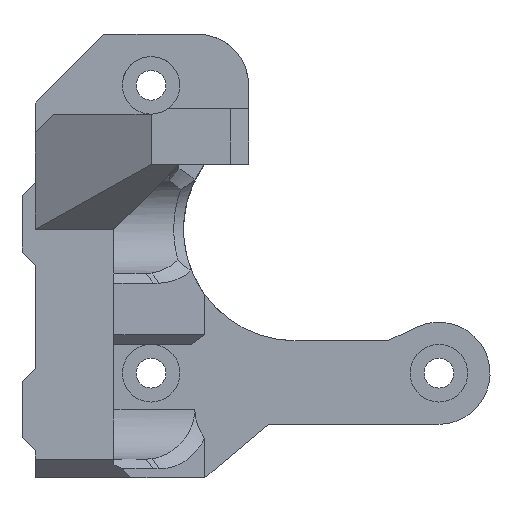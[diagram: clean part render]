
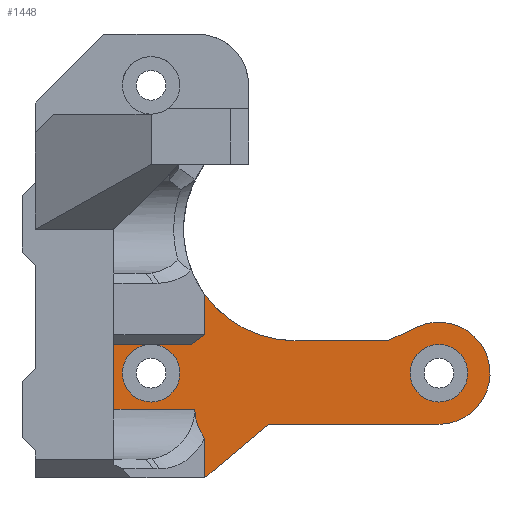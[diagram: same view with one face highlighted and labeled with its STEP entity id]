
A CAD part, front view. The second image highlights one B-rep face of the part: STEP entity #1448.
In plain terms, the highlighted planar face has unit normal (0, -1, 0).
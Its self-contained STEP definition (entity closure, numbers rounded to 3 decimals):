
#24=FACE_BOUND('',#247,.T.);
#53=CIRCLE('',#1507,12.);
#72=CIRCLE('',#1560,3.1);
#73=CIRCLE('',#1561,3.1);
#74=CIRCLE('',#1563,5.5);
#75=CIRCLE('',#1564,3.1);
#103=B_SPLINE_CURVE_WITH_KNOTS('',3,(#2301,#2302,#2303,#2304,#2305,#2306,
#2307,#2308,#2309,#2310,#2311,#2312,#2313,#2314),.UNSPECIFIED.,.F.,.F.,
(4,2,2,2,2,2,4),(0.333,0.338,0.352,
0.375,0.421,0.502,0.648),
 .UNSPECIFIED.);
#160=FACE_OUTER_BOUND('',#246,.T.);
#246=EDGE_LOOP('',(#1196,#1197,#1198,#1199,#1200,#1201,#1202,#1203,#1204,
#1205,#1206,#1207,#1208,#1209,#1210,#1211,#1212));
#247=EDGE_LOOP('',(#1213));
#318=LINE('',#2270,#468);
#327=LINE('',#2371,#477);
#333=LINE('',#2382,#483);
#335=LINE('',#2387,#485);
#336=LINE('',#2388,#486);
#394=LINE('',#2536,#544);
#397=LINE('',#2543,#547);
#399=LINE('',#2555,#549);
#400=LINE('',#2557,#550);
#401=LINE('',#2559,#551);
#402=LINE('',#2563,#552);
#403=LINE('',#2564,#553);
#468=VECTOR('',#1680,10.);
#477=VECTOR('',#1693,10.);
#483=VECTOR('',#1703,10.);
#485=VECTOR('',#1707,10.);
#486=VECTOR('',#1708,10.);
#544=VECTOR('',#1840,10.);
#547=VECTOR('',#1849,10.);
#549=VECTOR('',#1863,10.);
#550=VECTOR('',#1864,10.);
#551=VECTOR('',#1865,10.);
#552=VECTOR('',#1868,10.);
#553=VECTOR('',#1869,10.);
#621=VERTEX_POINT('',#2254);
#622=VERTEX_POINT('',#2256);
#627=VERTEX_POINT('',#2268);
#628=VERTEX_POINT('',#2299);
#629=VERTEX_POINT('',#2300);
#638=VERTEX_POINT('',#2369);
#641=VERTEX_POINT('',#2380);
#642=VERTEX_POINT('',#2384);
#643=VERTEX_POINT('',#2386);
#696=VERTEX_POINT('',#2535);
#700=VERTEX_POINT('',#2549);
#701=VERTEX_POINT('',#2554);
#702=VERTEX_POINT('',#2556);
#703=VERTEX_POINT('',#2558);
#704=VERTEX_POINT('',#2560);
#705=VERTEX_POINT('',#2562);
#706=VERTEX_POINT('',#2565);
#770=EDGE_CURVE('',#622,#621,#53,.T.);
#777=EDGE_CURVE('',#621,#627,#318,.T.);
#778=EDGE_CURVE('',#628,#629,#103,.F.);
#791=EDGE_CURVE('',#628,#638,#327,.T.);
#797=EDGE_CURVE('',#641,#627,#333,.F.);
#799=EDGE_CURVE('',#642,#643,#335,.T.);
#800=EDGE_CURVE('',#643,#641,#336,.T.);
#873=EDGE_CURVE('',#696,#629,#394,.T.);
#877=EDGE_CURVE('',#642,#696,#397,.T.);
#881=EDGE_CURVE('',#643,#700,#72,.T.);
#882=EDGE_CURVE('',#700,#643,#73,.T.);
#883=EDGE_CURVE('',#638,#701,#399,.T.);
#884=EDGE_CURVE('',#701,#702,#400,.T.);
#885=EDGE_CURVE('',#702,#703,#401,.T.);
#886=EDGE_CURVE('',#704,#703,#74,.T.);
#887=EDGE_CURVE('',#704,#705,#402,.T.);
#888=EDGE_CURVE('',#622,#705,#403,.T.);
#889=EDGE_CURVE('',#706,#706,#75,.T.);
#1196=ORIENTED_EDGE('',*,*,#800,.F.);
#1197=ORIENTED_EDGE('',*,*,#881,.T.);
#1198=ORIENTED_EDGE('',*,*,#882,.T.);
#1199=ORIENTED_EDGE('',*,*,#799,.F.);
#1200=ORIENTED_EDGE('',*,*,#877,.T.);
#1201=ORIENTED_EDGE('',*,*,#873,.T.);
#1202=ORIENTED_EDGE('',*,*,#778,.F.);
#1203=ORIENTED_EDGE('',*,*,#791,.T.);
#1204=ORIENTED_EDGE('',*,*,#883,.T.);
#1205=ORIENTED_EDGE('',*,*,#884,.T.);
#1206=ORIENTED_EDGE('',*,*,#885,.T.);
#1207=ORIENTED_EDGE('',*,*,#886,.F.);
#1208=ORIENTED_EDGE('',*,*,#887,.T.);
#1209=ORIENTED_EDGE('',*,*,#888,.F.);
#1210=ORIENTED_EDGE('',*,*,#770,.T.);
#1211=ORIENTED_EDGE('',*,*,#777,.T.);
#1212=ORIENTED_EDGE('',*,*,#797,.F.);
#1213=ORIENTED_EDGE('',*,*,#889,.T.);
#1380=PLANE('',#1562);
#1448=ADVANCED_FACE('',(#160,#24),#1380,.F.);
#1507=AXIS2_PLACEMENT_3D('',#2257,#1667,#1668);
#1560=AXIS2_PLACEMENT_3D('',#2551,#1857,#1858);
#1561=AXIS2_PLACEMENT_3D('',#2552,#1859,#1860);
#1562=AXIS2_PLACEMENT_3D('',#2553,#1861,#1862);
#1563=AXIS2_PLACEMENT_3D('',#2561,#1866,#1867);
#1564=AXIS2_PLACEMENT_3D('',#2566,#1870,#1871);
#1667=DIRECTION('center_axis',(0.,1.,0.));
#1668=DIRECTION('ref_axis',(0.,0.,-1.));
#1680=DIRECTION('',(0.,0.,-1.));
#1693=DIRECTION('',(0.,0.,-1.));
#1703=DIRECTION('',(-0.804,0.,-0.594));
#1707=DIRECTION('',(1.,0.,0.));
#1708=DIRECTION('',(1.,0.,0.));
#1840=DIRECTION('',(1.,0.,0.));
#1849=DIRECTION('',(0.,0.,-1.));
#1857=DIRECTION('center_axis',(0.,1.,0.));
#1858=DIRECTION('ref_axis',(1.,0.,0.));
#1859=DIRECTION('center_axis',(0.,1.,0.));
#1860=DIRECTION('ref_axis',(1.,0.,0.));
#1861=DIRECTION('center_axis',(0.,1.,0.));
#1862=DIRECTION('ref_axis',(1.,0.,0.));
#1863=DIRECTION('',(1.,0.,0.));
#1864=DIRECTION('',(0.766,0.,0.643));
#1865=DIRECTION('',(1.,0.,0.));
#1866=DIRECTION('center_axis',(0.,1.,0.));
#1867=DIRECTION('ref_axis',(-0.423,0.,0.906));
#1868=DIRECTION('',(-0.906,0.,-0.423));
#1869=DIRECTION('',(1.,0.,0.));
#1870=DIRECTION('center_axis',(0.,1.,0.));
#1871=DIRECTION('ref_axis',(1.,0.,0.));
#2254=CARTESIAN_POINT('',(5.753,0.,8.5));
#2256=CARTESIAN_POINT('',(15.5,0.,3.5));
#2257=CARTESIAN_POINT('Origin',(15.5,0.,15.5));
#2268=CARTESIAN_POINT('',(5.753,0.,4.15));
#2270=CARTESIAN_POINT('',(5.753,0.,17.563));
#2299=CARTESIAN_POINT('',(5.753,0.,-7.032));
#2300=CARTESIAN_POINT('',(4.703,0.,-3.9));
#2301=CARTESIAN_POINT('Ctrl Pts',(4.703,0.,-3.9));
#2302=CARTESIAN_POINT('Ctrl Pts',(4.703,0.,
-3.918));
#2303=CARTESIAN_POINT('Ctrl Pts',(4.703,0.,
-3.935));
#2304=CARTESIAN_POINT('Ctrl Pts',(4.704,0.,
-3.999));
#2305=CARTESIAN_POINT('Ctrl Pts',(4.705,0.,
-4.045));
#2306=CARTESIAN_POINT('Ctrl Pts',(4.71,0.,
-4.169));
#2307=CARTESIAN_POINT('Ctrl Pts',(4.716,0.,
-4.247));
#2308=CARTESIAN_POINT('Ctrl Pts',(4.737,0.,
-4.48));
#2309=CARTESIAN_POINT('Ctrl Pts',(4.759,0.,
-4.633));
#2310=CARTESIAN_POINT('Ctrl Pts',(4.842,0.,
-5.052));
#2311=CARTESIAN_POINT('Ctrl Pts',(4.917,0.,
-5.31));
#2312=CARTESIAN_POINT('Ctrl Pts',(5.183,0.,
-6.025));
#2313=CARTESIAN_POINT('Ctrl Pts',(5.427,0.,
-6.503));
#2314=CARTESIAN_POINT('Ctrl Pts',(5.753,0.,
-7.032));
#2369=CARTESIAN_POINT('',(5.753,0.,-11.25));
#2371=CARTESIAN_POINT('',(5.753,0.,17.563));
#2380=CARTESIAN_POINT('',(4.333,0.,3.1));
#2382=CARTESIAN_POINT('',(9.639,0.,7.022));
#2384=CARTESIAN_POINT('',(-4.,0.,3.1));
#2386=CARTESIAN_POINT('',(0.,0.,3.1));
#2387=CARTESIAN_POINT('',(-4.,0.,3.1));
#2388=CARTESIAN_POINT('',(0.,0.,3.1));
#2535=CARTESIAN_POINT('',(-4.,0.,-3.9));
#2536=CARTESIAN_POINT('',(-4.,0.,-3.9));
#2543=CARTESIAN_POINT('',(-4.,0.,26.1));
#2549=CARTESIAN_POINT('',(-3.1,0.,0.));
#2551=CARTESIAN_POINT('Origin',(0.,0.,0.));
#2552=CARTESIAN_POINT('Origin',(0.,0.,0.));
#2553=CARTESIAN_POINT('Origin',(12.,0.,12.625));
#2554=CARTESIAN_POINT('',(5.8,0.,-11.25));
#2555=CARTESIAN_POINT('',(-12.5,0.,-11.25));
#2556=CARTESIAN_POINT('',(12.653,0.,-5.5));
#2557=CARTESIAN_POINT('',(5.8,0.,-11.25));
#2558=CARTESIAN_POINT('',(31.,0.,-5.5));
#2559=CARTESIAN_POINT('',(12.653,0.,-5.5));
#2560=CARTESIAN_POINT('',(28.676,0.,4.985));
#2561=CARTESIAN_POINT('Origin',(31.,0.,0.));
#2562=CARTESIAN_POINT('',(25.492,0.,3.5));
#2563=CARTESIAN_POINT('',(28.676,0.,4.985));
#2564=CARTESIAN_POINT('',(15.5,0.,3.5));
#2565=CARTESIAN_POINT('',(27.9,0.,0.));
#2566=CARTESIAN_POINT('Origin',(31.,0.,0.));
